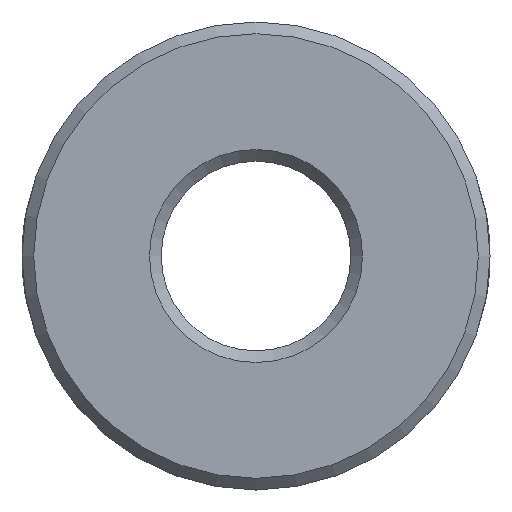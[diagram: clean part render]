
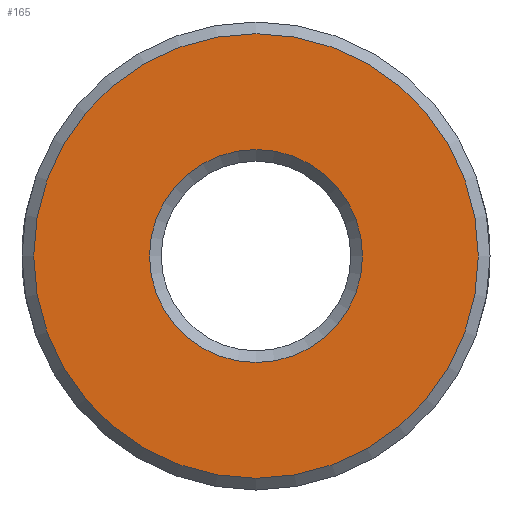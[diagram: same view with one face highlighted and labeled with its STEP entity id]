
A CAD part, left-side view. The second image highlights one B-rep face of the part: STEP entity #165.
In plain terms, the highlighted planar face has unit normal (-1, 0, 0).
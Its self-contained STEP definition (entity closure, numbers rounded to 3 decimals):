
#165=ADVANCED_FACE('',(#241,#242),#243,.F.);
#241=FACE_OUTER_BOUND('',#309,.T.);
#242=FACE_BOUND('',#310,.T.);
#243=PLANE('',#311);
#309=EDGE_LOOP('',(#377));
#310=EDGE_LOOP('',(#378));
#311=AXIS2_PLACEMENT_3D('',#379,#380,#381);
#377=ORIENTED_EDGE('',*,*,#456,.T.);
#378=ORIENTED_EDGE('',*,*,#457,.T.);
#379=CARTESIAN_POINT('',(-10.0,0.0,0.0));
#380=DIRECTION('',(1.0,0.0,0.0));
#381=DIRECTION('',(0.0,1.0,0.0));
#456=EDGE_CURVE('',#492,#492,#493,.F.);
#457=EDGE_CURVE('',#494,#494,#495,.T.);
#492=VERTEX_POINT('',#741);
#493=CIRCLE('',#742,19.0);
#494=VERTEX_POINT('',#743);
#495=CIRCLE('',#744,9.1);
#741=CARTESIAN_POINT('',(-10.0,0.,-19.0));
#742=AXIS2_PLACEMENT_3D('',#845,#846,#847);
#743=CARTESIAN_POINT('',(-10.0,0.0,-9.1));
#744=AXIS2_PLACEMENT_3D('',#848,#849,#850);
#845=CARTESIAN_POINT('',(-10.0,0.0,0.0));
#846=DIRECTION('',(1.0,0.0,0.0));
#847=DIRECTION('',(0.0,0.0,-1.0));
#848=CARTESIAN_POINT('',(-10.0,0.0,0.0));
#849=DIRECTION('',(1.0,0.0,0.0));
#850=DIRECTION('',(0.0,0.0,-1.0));
